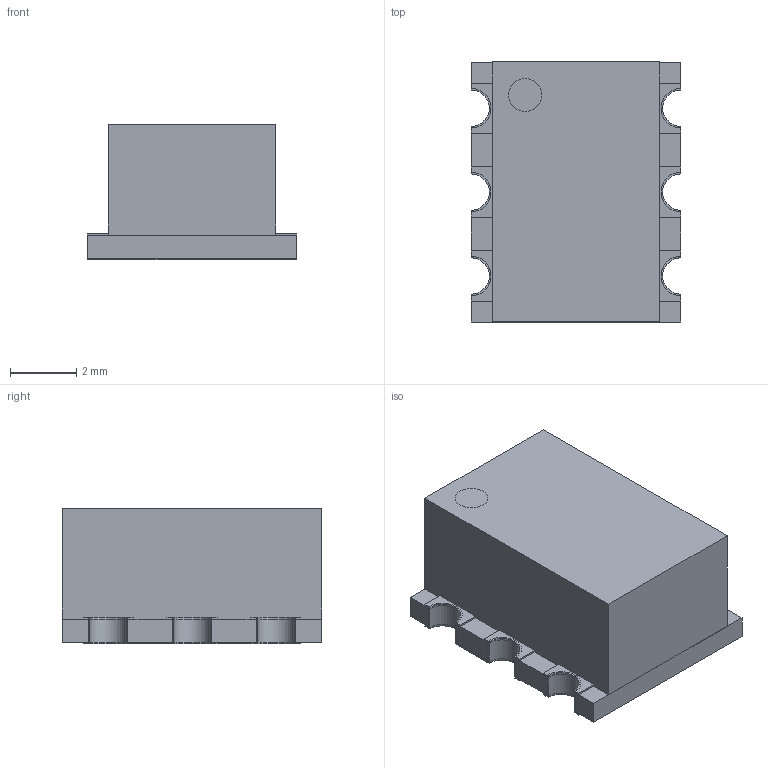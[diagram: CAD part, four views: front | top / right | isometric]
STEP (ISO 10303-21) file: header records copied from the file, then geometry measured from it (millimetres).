
FILE_DESCRIPTION((''),'2;1');
FILE_NAME('MINI-CIRCUITS_TT1224.stp','2013-09-11T17:29:48',(''),(''),'Mechanical Desktop 2011','Mechanical Desktop 2011',', , ');
FILE_SCHEMA(('AUTOMOTIVE_DESIGN { 1 2 10303 214 1 1 1 1 }'));
Length unit declared in the file: millimetre
Products named in the file (1): Product
Bounding box: 6.35 x 7.87 x 4.11 mm (x, y, z)
Volume: 170.3 mm3; surface area: 426.7 mm2
Topology: 15 solids, 15 shells, 131 faces, 300 edges, 200 vertices
Faces by surface type: plane 83, cylinder 27, bspline 21
Entity records: 3825 total; most frequent: CARTESIAN_POINT 793, ORIENTED_EDGE 600, DIRECTION 590, EDGE_CURVE 300, VECTOR 232, LINE 232, VERTEX_POINT 200, AXIS2_PLACEMENT_3D 179
